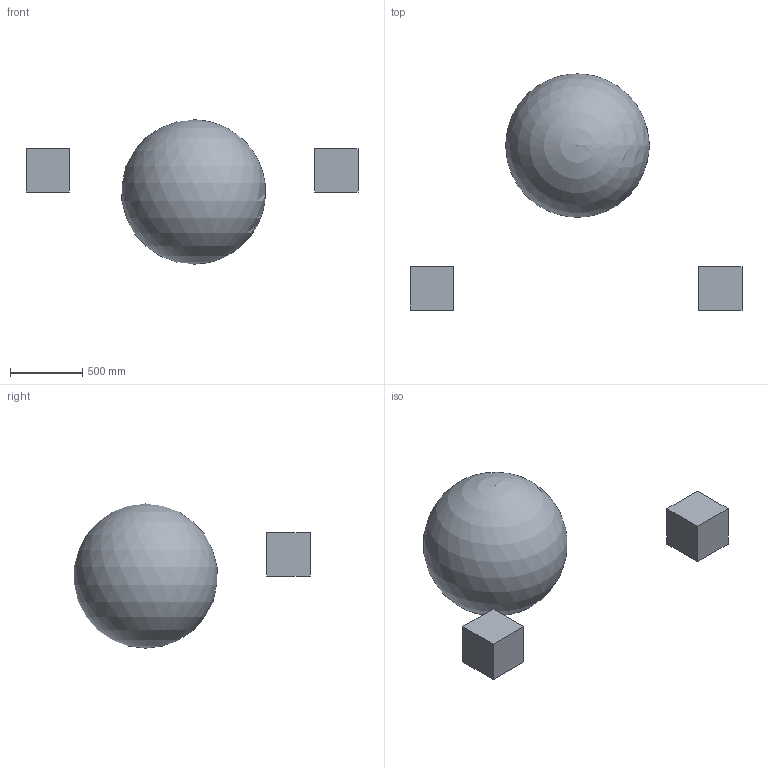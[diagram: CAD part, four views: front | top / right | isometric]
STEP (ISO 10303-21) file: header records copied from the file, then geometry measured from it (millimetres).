
FILE_DESCRIPTION( /* description */ (''), /* implementation_level */ '2;1');
FILE_NAME( /* name */ '2-cubes-1-sphere.stp', /* date */ '2024-05-08T07:33:50+02:00', /* author */ (''), /* organization */ (''), /* preprocessor_version */ 'STEP Interface 2024-beta', /* originating_system */ '3D_Kernel_IO 2024-beta by CT CoreTechnologie', /* authorization */ '');
FILE_SCHEMA( /* protocol */ ('AUTOMOTIVE_DESIGN { 1 0 10303 214 3 1 1 1 }'));
Length unit declared in the file: millimetre
Products named in the file (7): Model; http://i3dhub-uploadsvc:8080/data/38c/1f/fb0-f0eb-494f-aa2b-5cc71d3fed67/simple.x3d; Root Node; My Cubes; cube; My Spheres; (Nicht gespeichert)
Assembly tree (7 placements, depth 5):
  Model
    http://i3dhub-uploadsvc:8080/data/38c/1f/fb0-f0eb-494f-aa2b-5cc71d3fed67/simple.x3d
      Root Node
        My Cubes
          cube  x2
        My Spheres
          (Nicht gespeichert)
Bounding box: 2300 x 1636.35 x 1000 mm (x, y, z)
Volume: 577598775.6 mm3; surface area: 4221592.7 mm2
Topology: 3 solids, 3 shells, 13 faces, 27 edges, 18 vertices
Faces by surface type: plane 12, sphere 1
Entity records: 548 total; most frequent: CARTESIAN_POINT 73, DIRECTION 66, AXIS2_PLACEMENT_3D 27, ORIENTED_EDGE 24, COLOUR_RGB 16, FILL_AREA_STYLE_COLOUR 16, FILL_AREA_STYLE 16, SURFACE_STYLE_FILL_AREA 16
